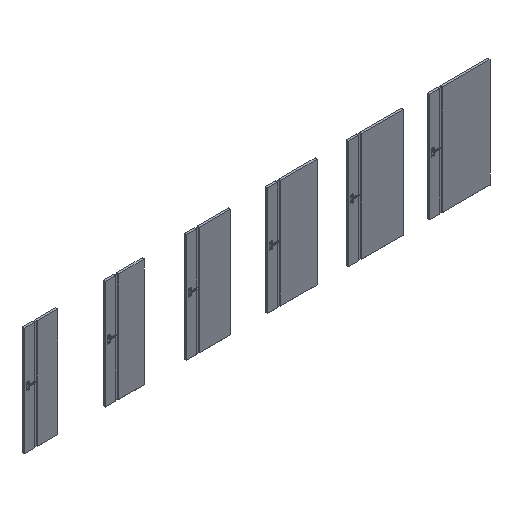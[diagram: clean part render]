
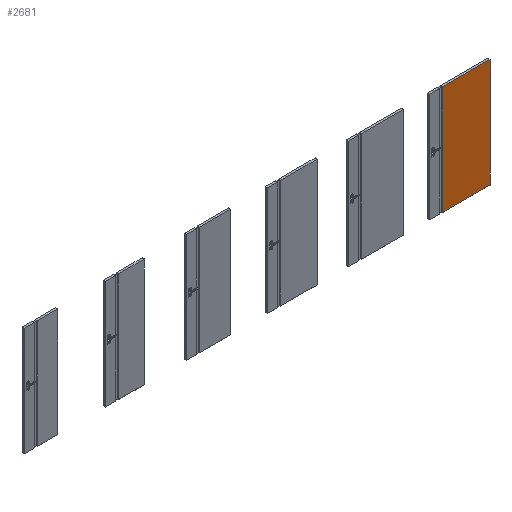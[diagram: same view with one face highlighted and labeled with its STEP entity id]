
A CAD part, isometric view. The second image highlights one B-rep face of the part: STEP entity #2681.
In plain terms, the highlighted planar face has unit normal (0, -1, 0).
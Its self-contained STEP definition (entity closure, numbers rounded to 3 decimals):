
#1615=FACE_OUTER_BOUND('',#5217,.T.);
#2681=ADVANCED_FACE('',(#1615),#3647,.F.);
#3647=PLANE('',#18090);
#5217=EDGE_LOOP('',(#7609,#7610,#7611,#7612));
#7609=ORIENTED_EDGE('',*,*,#13194,.T.);
#7610=ORIENTED_EDGE('',*,*,#13195,.T.);
#7611=ORIENTED_EDGE('',*,*,#13196,.F.);
#7612=ORIENTED_EDGE('',*,*,#13197,.F.);
#11436=VERTEX_POINT('',#27670);
#11437=VERTEX_POINT('',#27671);
#11438=VERTEX_POINT('',#27673);
#11439=VERTEX_POINT('',#27675);
#13194=EDGE_CURVE('',#11436,#11437,#15378,.T.);
#13195=EDGE_CURVE('',#11437,#11438,#15379,.T.);
#13196=EDGE_CURVE('',#11439,#11438,#15380,.T.);
#13197=EDGE_CURVE('',#11436,#11439,#15381,.T.);
#15378=LINE('',#27669,#16752);
#15379=LINE('',#27672,#16753);
#15380=LINE('',#27674,#16754);
#15381=LINE('',#27676,#16755);
#16752=VECTOR('',#20749,1.);
#16753=VECTOR('',#20750,1.);
#16754=VECTOR('',#20751,1.);
#16755=VECTOR('',#20752,1.);
#18090=AXIS2_PLACEMENT_3D('',#27677,#20753,#20754);
#20749=DIRECTION('',(0.,0.,-1.));
#20750=DIRECTION('',(1.,0.,0.));
#20751=DIRECTION('',(0.,0.,-1.));
#20752=DIRECTION('',(1.,0.,0.));
#20753=DIRECTION('',(0.,1.,0.));
#20754=DIRECTION('',(-1.,0.,0.));
#27669=CARTESIAN_POINT('',(7428.,-39.3,2017.));
#27670=CARTESIAN_POINT('',(7428.,-39.3,2017.));
#27671=CARTESIAN_POINT('',(7428.,-39.3,2.));
#27672=CARTESIAN_POINT('',(7428.,-39.3,2.));
#27673=CARTESIAN_POINT('',(8309.,-39.3,2.));
#27674=CARTESIAN_POINT('',(8309.,-39.3,2017.));
#27675=CARTESIAN_POINT('',(8309.,-39.3,2017.));
#27676=CARTESIAN_POINT('',(7428.,-39.3,2017.));
#27677=CARTESIAN_POINT('',(7428.,-39.3,2017.));
